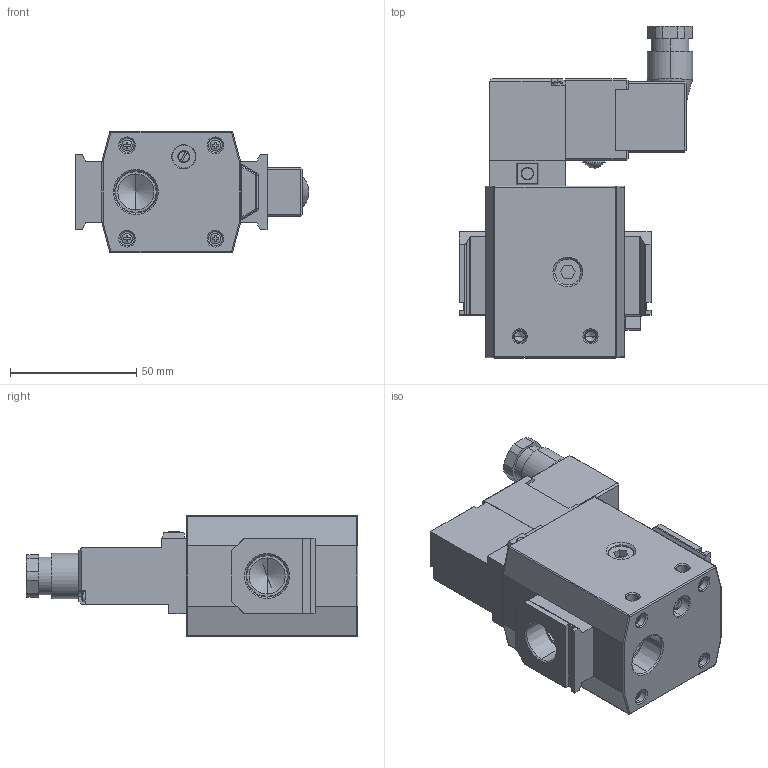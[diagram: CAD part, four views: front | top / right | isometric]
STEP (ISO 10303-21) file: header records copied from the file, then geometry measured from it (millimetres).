
FILE_DESCRIPTION (( 'STEP AP214' ), '1' );
FILE_NAME ('AV3000-03-5DZ-Q.step.step', '2015-10-29T14:08:56', ( 'Windows User' ), ( '' ), 'SwSTEP 2.0', 'SolidWorks 2015', '' );
FILE_SCHEMA (( 'AUTOMOTIVE_DESIGN' ));
Length unit declared in the file: millimetre
Products named in the file (3): AV3000-03-5DZ-Q.step; AV3000-03-5DZ-Q.step_AV3136 Connector_DZ; AV3000-03-5DZ-Q.step_AV3136 Body_3000
Assembly tree (2 placements, depth 2):
  AV3000-03-5DZ-Q.step
    AV3000-03-5DZ-Q.step_AV3136 Body_3000
    AV3000-03-5DZ-Q.step_AV3136 Connector_DZ
Bounding box: 92.5 x 131.5 x 48 mm (x, y, z)
Volume: 241954.3 mm3; surface area: 40061.2 mm2
Topology: 2 solids, 3 shells, 525 faces, 1303 edges, 797 vertices
Faces by surface type: plane 287, cylinder 133, cone 69, sphere 32, torus 2, bspline 2
Entity records: 16681 total; most frequent: CARTESIAN_POINT 2789, DIRECTION 2700, ORIENTED_EDGE 2510, EDGE_CURVE 1255, AXIS2_PLACEMENT_3D 956, VERTEX_POINT 789, VECTOR 788, LINE 788
